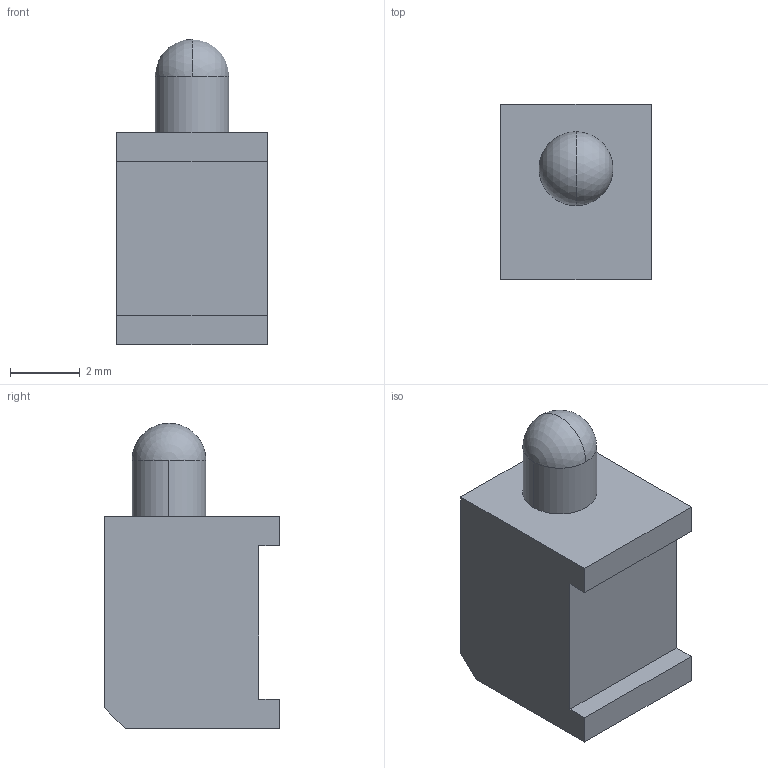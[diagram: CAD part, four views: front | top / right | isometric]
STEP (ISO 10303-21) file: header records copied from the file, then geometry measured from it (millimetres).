
FILE_DESCRIPTION (( 'STEP AP214' ), '1' );
FILE_NAME ('User Library-591SeriesLEDbody.STEP', '2021-02-07T23:21:53', ( '' ), ( '' ), 'SwSTEP 2.0', 'SolidWorks 2020', '' );
FILE_SCHEMA (( 'AUTOMOTIVE_DESIGN' ));
Length unit declared in the file: millimetre
Products named in the file (1): User Library-591SeriesLEDbody
Bounding box: 4.32 x 5.03 x 8.76 mm (x, y, z)
Volume: 128.4 mm3; surface area: 176.7 mm2
Topology: 2 solids, 2 shells, 16 faces, 39 edges, 25 vertices
Faces by surface type: plane 12, cylinder 2, sphere 2
Entity records: 665 total; most frequent: CARTESIAN_POINT 79, DIRECTION 79, ORIENTED_EDGE 74, EDGE_CURVE 37, VECTOR 29, LINE 29, VERTEX_POINT 25, AXIS2_PLACEMENT_3D 25
